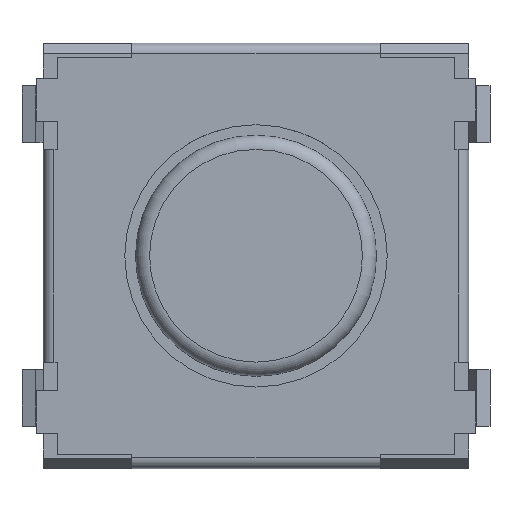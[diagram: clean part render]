
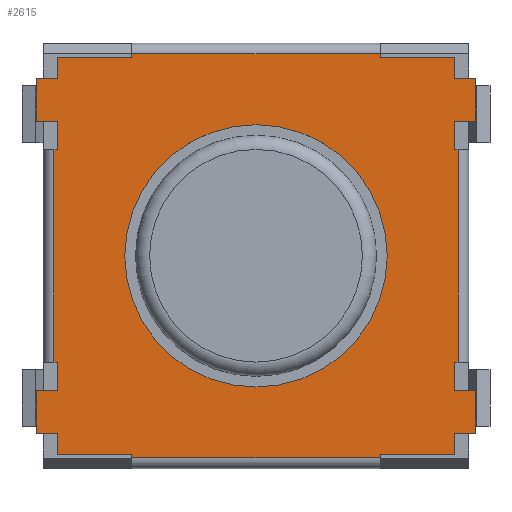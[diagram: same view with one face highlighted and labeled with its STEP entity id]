
A CAD part, top view. The second image highlights one B-rep face of the part: STEP entity #2615.
In plain terms, the highlighted planar face has unit normal (0, 0, 1).
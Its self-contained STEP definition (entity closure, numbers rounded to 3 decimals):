
#13=DIRECTION('',(0.,0.,1.));
#27=VECTOR('',#28,1.);
#28=DIRECTION('',(1.,0.,0.));
#65=VECTOR('',#66,1.);
#66=DIRECTION('',(-1.,0.,0.));
#72=DIRECTION('',(0.,1.,0.));
#92=VECTOR('',#93,1.);
#93=DIRECTION('',(0.,-1.,0.));
#100=VECTOR('',#101,1.);
#101=DIRECTION('',(-1.,0.,0.));
#132=VECTOR('',#72,1.);
#153=VECTOR('',#154,1.);
#154=DIRECTION('',(-1.,0.,0.));
#227=VECTOR('',#228,1.);
#228=DIRECTION('',(0.,-1.,0.));
#274=VECTOR('',#275,1.);
#275=DIRECTION('',(0.,1.,0.));
#422=VECTOR('',#423,1.);
#423=DIRECTION('',(1.,0.,0.));
#601=VECTOR('',#602,1.);
#602=DIRECTION('',(0.,-1.,0.));
#1043=DIRECTION('',(-1.,-0.,-0.));
#1219=DIRECTION('',(-0.,-1.,-0.));
#1898=VERTEX_POINT('',#1899);
#1899=CARTESIAN_POINT('',(1.75,2.8,2.5));
#1901=ORIENTED_EDGE('',*,*,#1902,.T.);
#1902=EDGE_CURVE('',#1898,#1903,#1905,.T.);
#1903=VERTEX_POINT('',#1904);
#1904=CARTESIAN_POINT('',(1.75,2.85,2.5));
#1905=LINE('',#1899,#274);
#1925=VERTEX_POINT('',#1926);
#1926=CARTESIAN_POINT('',(2.8,1.5,2.5));
#1929=EDGE_CURVE('',#1925,#1930,#1932,.T.);
#1930=VERTEX_POINT('',#1931);
#1931=CARTESIAN_POINT('',(2.85,1.5,2.5));
#1932=LINE('',#1926,#27);
#1949=VECTOR('',#1043,1.);
#1952=VERTEX_POINT('',#1953);
#1953=CARTESIAN_POINT('',(2.8,-1.5,2.5));
#1955=ORIENTED_EDGE('',*,*,#1956,.T.);
#1956=EDGE_CURVE('',#1952,#1957,#1959,.T.);
#1957=VERTEX_POINT('',#1958);
#1958=CARTESIAN_POINT('',(2.85,-1.5,2.5));
#1959=LINE('',#1953,#27);
#1971=EDGE_CURVE('',#1957,#1930,#1972,.T.);
#1972=LINE('',#1958,#132);
#1989=VERTEX_POINT('',#1990);
#1990=CARTESIAN_POINT('',(1.75,-2.8,2.5));
#1993=EDGE_CURVE('',#1989,#1994,#1996,.T.);
#1994=VERTEX_POINT('',#1995);
#1995=CARTESIAN_POINT('',(1.75,-2.85,2.5));
#1996=LINE('',#1990,#227);
#2137=VERTEX_POINT('',#2138);
#2138=CARTESIAN_POINT('',(-1.75,-2.8,2.5));
#2140=ORIENTED_EDGE('',*,*,#2141,.T.);
#2141=EDGE_CURVE('',#2137,#2142,#2144,.T.);
#2142=VERTEX_POINT('',#2143);
#2143=CARTESIAN_POINT('',(-1.75,-2.85,2.5));
#2144=LINE('',#2138,#227);
#2239=VECTOR('',#1219,1.);
#2337=VERTEX_POINT('',#2338);
#2338=CARTESIAN_POINT('',(-2.8,-1.5,2.5));
#2341=EDGE_CURVE('',#2337,#2342,#2344,.T.);
#2342=VERTEX_POINT('',#2343);
#2343=CARTESIAN_POINT('',(-2.85,-1.5,2.5));
#2344=LINE('',#2338,#100);
#2358=VERTEX_POINT('',#2359);
#2359=CARTESIAN_POINT('',(-2.8,1.5,2.5));
#2361=ORIENTED_EDGE('',*,*,#2362,.T.);
#2362=EDGE_CURVE('',#2358,#2363,#2365,.T.);
#2363=VERTEX_POINT('',#2364);
#2364=CARTESIAN_POINT('',(-2.85,1.5,2.5));
#2365=LINE('',#2359,#100);
#2379=VERTEX_POINT('',#2380);
#2380=CARTESIAN_POINT('',(-1.75,2.8,2.5));
#2383=EDGE_CURVE('',#2379,#2384,#2386,.T.);
#2384=VERTEX_POINT('',#2385);
#2385=CARTESIAN_POINT('',(-1.75,2.85,2.5));
#2386=LINE('',#2380,#274);
#2527=EDGE_CURVE('',#2363,#2342,#2528,.T.);
#2528=LINE('',#2364,#601);
#2609=EDGE_CURVE('',#2384,#1903,#2610,.T.);
#2610=LINE('',#2385,#422);
#2615=ADVANCED_FACE('',(#2616,#2732),#2741,.T.);
#2616=FACE_BOUND('',#2617,.T.);
#2617=EDGE_LOOP('',(#2618,#2140,#2623,#2626,#2627,#2631,#2636,#2641,#2646,#2651,#1955,#2653,#2654,#2655,#2659,#2664,#2669,#2674,#2678,#1901,#2681,#2682,#2683,#2687,#2692,#2697,#2702,#2707,#2361,#2709,#2710,#2711,#2715,#2720,#2725,#2730));
#2618=ORIENTED_EDGE('',*,*,#2619,.T.);
#2619=EDGE_CURVE('',#2620,#2137,#2622,.T.);
#2620=VERTEX_POINT('',#2621);
#2621=CARTESIAN_POINT('',(-2.8,-2.8,2.5));
#2622=LINE('',#2621,#27);
#2623=ORIENTED_EDGE('',*,*,#2624,.F.);
#2624=EDGE_CURVE('',#1994,#2142,#2625,.T.);
#2625=LINE('',#1995,#65);
#2626=ORIENTED_EDGE('',*,*,#1993,.F.);
#2627=ORIENTED_EDGE('',*,*,#2628,.T.);
#2628=EDGE_CURVE('',#1989,#2629,#2622,.T.);
#2629=VERTEX_POINT('',#2630);
#2630=CARTESIAN_POINT('',(2.8,-2.8,2.5));
#2631=ORIENTED_EDGE('',*,*,#2632,.T.);
#2632=EDGE_CURVE('',#2629,#2633,#2635,.T.);
#2633=VERTEX_POINT('',#2634);
#2634=CARTESIAN_POINT('',(2.8,-2.5,2.5));
#2635=LINE('',#2630,#132);
#2636=ORIENTED_EDGE('',*,*,#2637,.F.);
#2637=EDGE_CURVE('',#2638,#2633,#2640,.T.);
#2638=VERTEX_POINT('',#2639);
#2639=CARTESIAN_POINT('',(3.1,-2.5,2.5));
#2640=LINE('',#2639,#153);
#2641=ORIENTED_EDGE('',*,*,#2642,.F.);
#2642=EDGE_CURVE('',#2643,#2638,#2645,.T.);
#2643=VERTEX_POINT('',#2644);
#2644=CARTESIAN_POINT('',(3.1,-1.9,2.5));
#2645=LINE('',#2644,#92);
#2646=ORIENTED_EDGE('',*,*,#2647,.F.);
#2647=EDGE_CURVE('',#2648,#2643,#2650,.T.);
#2648=VERTEX_POINT('',#2649);
#2649=CARTESIAN_POINT('',(2.8,-1.9,2.5));
#2650=LINE('',#2649,#27);
#2651=ORIENTED_EDGE('',*,*,#2652,.T.);
#2652=EDGE_CURVE('',#2648,#1952,#2635,.T.);
#2653=ORIENTED_EDGE('',*,*,#1971,.T.);
#2654=ORIENTED_EDGE('',*,*,#1929,.F.);
#2655=ORIENTED_EDGE('',*,*,#2656,.T.);
#2656=EDGE_CURVE('',#1925,#2657,#2635,.T.);
#2657=VERTEX_POINT('',#2658);
#2658=CARTESIAN_POINT('',(2.8,1.9,2.5));
#2659=ORIENTED_EDGE('',*,*,#2660,.F.);
#2660=EDGE_CURVE('',#2661,#2657,#2663,.T.);
#2661=VERTEX_POINT('',#2662);
#2662=CARTESIAN_POINT('',(3.1,1.9,2.5));
#2663=LINE('',#2662,#153);
#2664=ORIENTED_EDGE('',*,*,#2665,.F.);
#2665=EDGE_CURVE('',#2666,#2661,#2668,.T.);
#2666=VERTEX_POINT('',#2667);
#2667=CARTESIAN_POINT('',(3.1,2.5,2.5));
#2668=LINE('',#2667,#92);
#2669=ORIENTED_EDGE('',*,*,#2670,.F.);
#2670=EDGE_CURVE('',#2671,#2666,#2673,.T.);
#2671=VERTEX_POINT('',#2672);
#2672=CARTESIAN_POINT('',(2.8,2.5,2.5));
#2673=LINE('',#2672,#27);
#2674=ORIENTED_EDGE('',*,*,#2675,.T.);
#2675=EDGE_CURVE('',#2671,#2676,#2635,.T.);
#2676=VERTEX_POINT('',#2677);
#2677=CARTESIAN_POINT('',(2.8,2.8,2.5));
#2678=ORIENTED_EDGE('',*,*,#2679,.T.);
#2679=EDGE_CURVE('',#2676,#1898,#2680,.T.);
#2680=LINE('',#2677,#153);
#2681=ORIENTED_EDGE('',*,*,#2609,.F.);
#2682=ORIENTED_EDGE('',*,*,#2383,.F.);
#2683=ORIENTED_EDGE('',*,*,#2684,.T.);
#2684=EDGE_CURVE('',#2379,#2685,#2680,.T.);
#2685=VERTEX_POINT('',#2686);
#2686=CARTESIAN_POINT('',(-2.8,2.8,2.5));
#2687=ORIENTED_EDGE('',*,*,#2688,.T.);
#2688=EDGE_CURVE('',#2685,#2689,#2691,.T.);
#2689=VERTEX_POINT('',#2690);
#2690=CARTESIAN_POINT('',(-2.8,2.5,2.5));
#2691=LINE('',#2686,#92);
#2692=ORIENTED_EDGE('',*,*,#2693,.T.);
#2693=EDGE_CURVE('',#2689,#2694,#2696,.T.);
#2694=VERTEX_POINT('',#2695);
#2695=CARTESIAN_POINT('',(-3.1,2.5,2.5));
#2696=LINE('',#2690,#1949);
#2697=ORIENTED_EDGE('',*,*,#2698,.T.);
#2698=EDGE_CURVE('',#2694,#2699,#2701,.T.);
#2699=VERTEX_POINT('',#2700);
#2700=CARTESIAN_POINT('',(-3.1,1.9,2.5));
#2701=LINE('',#2695,#2239);
#2702=ORIENTED_EDGE('',*,*,#2703,.T.);
#2703=EDGE_CURVE('',#2699,#2704,#2706,.T.);
#2704=VERTEX_POINT('',#2705);
#2705=CARTESIAN_POINT('',(-2.8,1.9,2.5));
#2706=LINE('',#2700,#27);
#2707=ORIENTED_EDGE('',*,*,#2708,.T.);
#2708=EDGE_CURVE('',#2704,#2358,#2691,.T.);
#2709=ORIENTED_EDGE('',*,*,#2527,.T.);
#2710=ORIENTED_EDGE('',*,*,#2341,.F.);
#2711=ORIENTED_EDGE('',*,*,#2712,.T.);
#2712=EDGE_CURVE('',#2337,#2713,#2691,.T.);
#2713=VERTEX_POINT('',#2714);
#2714=CARTESIAN_POINT('',(-2.8,-1.9,2.5));
#2715=ORIENTED_EDGE('',*,*,#2716,.T.);
#2716=EDGE_CURVE('',#2713,#2717,#2719,.T.);
#2717=VERTEX_POINT('',#2718);
#2718=CARTESIAN_POINT('',(-3.1,-1.9,2.5));
#2719=LINE('',#2714,#1949);
#2720=ORIENTED_EDGE('',*,*,#2721,.T.);
#2721=EDGE_CURVE('',#2717,#2722,#2724,.T.);
#2722=VERTEX_POINT('',#2723);
#2723=CARTESIAN_POINT('',(-3.1,-2.5,2.5));
#2724=LINE('',#2718,#2239);
#2725=ORIENTED_EDGE('',*,*,#2726,.T.);
#2726=EDGE_CURVE('',#2722,#2727,#2729,.T.);
#2727=VERTEX_POINT('',#2728);
#2728=CARTESIAN_POINT('',(-2.8,-2.5,2.5));
#2729=LINE('',#2723,#27);
#2730=ORIENTED_EDGE('',*,*,#2731,.T.);
#2731=EDGE_CURVE('',#2727,#2620,#2691,.T.);
#2732=FACE_BOUND('',#2733,.T.);
#2733=EDGE_LOOP('',(#2734));
#2734=ORIENTED_EDGE('',*,*,#2735,.F.);
#2735=EDGE_CURVE('',#2736,#2736,#2738,.T.);
#2736=VERTEX_POINT('',#2737);
#2737=CARTESIAN_POINT('',(1.85,0.,2.5));
#2738=CIRCLE('',#2739,1.85);
#2739=AXIS2_PLACEMENT_3D('',#2740,#13,#28);
#2740=CARTESIAN_POINT('',(0.,0.,2.5));
#2741=PLANE('',#2742);
#2742=AXIS2_PLACEMENT_3D('',#2743,#13,#28);
#2743=CARTESIAN_POINT('',(0.,0.,2.5));
